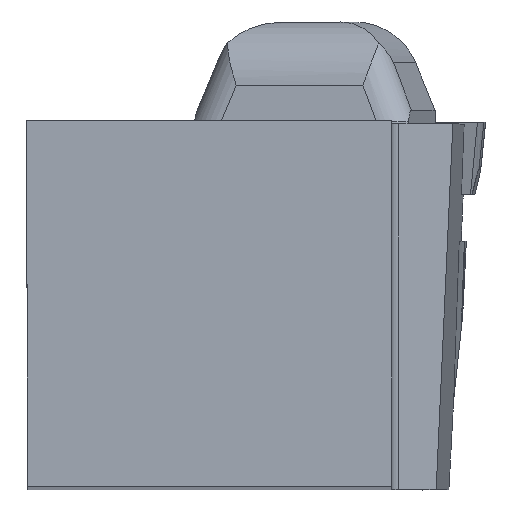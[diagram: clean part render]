
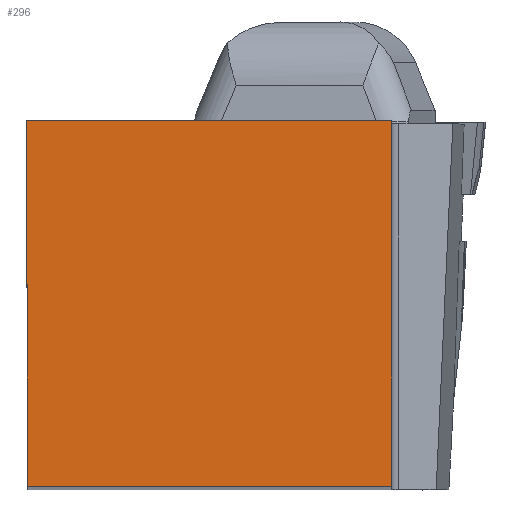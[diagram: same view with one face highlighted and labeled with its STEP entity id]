
A CAD part, top view. The second image highlights one B-rep face of the part: STEP entity #296.
In plain terms, the highlighted planar face has unit normal (0, 0, 1).
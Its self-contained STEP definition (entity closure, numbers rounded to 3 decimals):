
#296=ADVANCED_FACE('CU_BACK_SU1',(#476),#410,.F.);
#410=PLANE('',#2419);
#476=FACE_OUTER_BOUND('',#601,.T.);
#601=EDGE_LOOP('',(#896,#897,#898,#899));
#896=ORIENTED_EDGE('',*,*,#1714,.T.);
#897=ORIENTED_EDGE('',*,*,#1739,.F.);
#898=ORIENTED_EDGE('',*,*,#1729,.T.);
#899=ORIENTED_EDGE('',*,*,#1733,.T.);
#1488=VERTEX_POINT('',#3417);
#1489=VERTEX_POINT('',#3419);
#1500=VERTEX_POINT('',#3445);
#1501=VERTEX_POINT('',#3447);
#1714=EDGE_CURVE('',#1489,#1488,#2009,.T.);
#1729=EDGE_CURVE('',#1501,#1500,#2019,.T.);
#1733=EDGE_CURVE('',#1500,#1489,#2022,.T.);
#1739=EDGE_CURVE('',#1501,#1488,#2024,.T.);
#2009=LINE('',#3418,#2172);
#2019=LINE('',#3446,#2182);
#2022=LINE('',#3452,#2185);
#2024=LINE('',#3467,#2187);
#2172=VECTOR('',#2704,1.);
#2182=VECTOR('',#2726,1.);
#2185=VECTOR('',#2733,1.);
#2187=VECTOR('',#2747,1.);
#2419=AXIS2_PLACEMENT_3D('',#3468,#2748,#2749);
#2704=DIRECTION('',(1.,0.,0.));
#2726=DIRECTION('',(-1.,0.,0.));
#2733=DIRECTION('',(0.004,-1.,0.));
#2747=DIRECTION('',(0.,-1.,0.));
#2748=DIRECTION('',(0.,0.,-1.));
#2749=DIRECTION('',(0.,-1.,0.));
#3417=CARTESIAN_POINT('',(25.273,0.,0.));
#3418=CARTESIAN_POINT('',(-17.764,0.,0.));
#3419=CARTESIAN_POINT('',(0.11,0.,0.));
#3445=CARTESIAN_POINT('',(0.,25.273,0.));
#3446=CARTESIAN_POINT('',(-17.764,25.273,0.));
#3447=CARTESIAN_POINT('',(25.273,25.273,0.));
#3452=CARTESIAN_POINT('',(-0.066,40.35,0.));
#3467=CARTESIAN_POINT('',(25.273,40.273,0.));
#3468=CARTESIAN_POINT('',(-17.764,40.273,0.));
